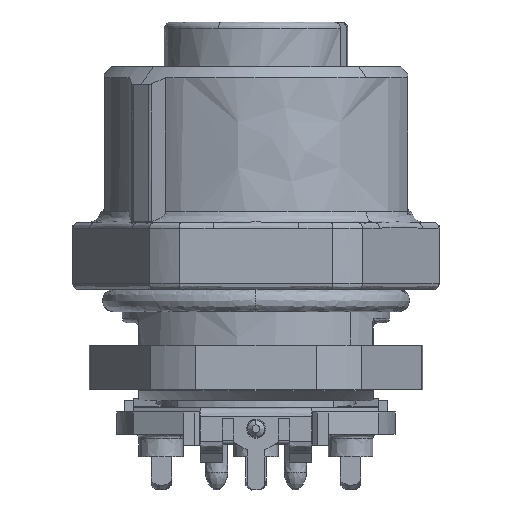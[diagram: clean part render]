
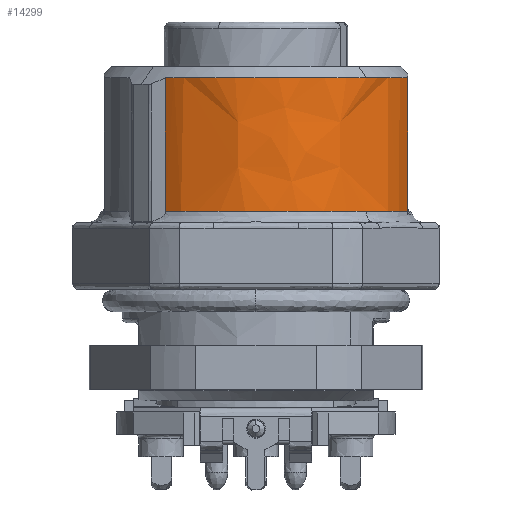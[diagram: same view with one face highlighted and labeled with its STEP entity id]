
A CAD part, front view. The second image highlights one B-rep face of the part: STEP entity #14299.
In plain terms, the highlighted free-form (B-spline) face has degree [3, 3] with [4, 4] control points.
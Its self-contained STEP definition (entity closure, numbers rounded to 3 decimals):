
#13695=CARTESIAN_POINT('Vertex',(13.2,2.05,12.5)) ;
#13699=CARTESIAN_POINT('Control Point',(13.2,2.05,12.5)) ;
#13700=CARTESIAN_POINT('Control Point',(11.02,-0.13,12.5)) ;
#13701=CARTESIAN_POINT('Control Point',(7.475,-1.049,12.5)) ;
#13702=CARTESIAN_POINT('Control Point',(4.181,1.304,12.5)) ;
#13703=CARTESIAN_POINT('Vertex',(4.181,1.304,12.5)) ;
#13972=CARTESIAN_POINT('Vertex',(15.05,5.339,12.5)) ;
#13976=CARTESIAN_POINT('Control Point',(15.05,5.339,12.5)) ;
#13977=CARTESIAN_POINT('Control Point',(14.723,4.,12.5)) ;
#13978=CARTESIAN_POINT('Control Point',(14.044,2.895,12.5)) ;
#13979=CARTESIAN_POINT('Control Point',(13.2,2.05,12.5)) ;
#14245=CARTESIAN_POINT('Control Point',(13.2,11.95,18.5)) ;
#14246=CARTESIAN_POINT('Control Point',(13.2,11.95,16.5)) ;
#14247=CARTESIAN_POINT('Control Point',(13.2,11.95,14.5)) ;
#14248=CARTESIAN_POINT('Control Point',(13.2,11.95,12.5)) ;
#14249=CARTESIAN_POINT('Control Point',(21.669,3.48,18.5)) ;
#14250=CARTESIAN_POINT('Control Point',(21.669,3.48,16.5)) ;
#14251=CARTESIAN_POINT('Control Point',(21.669,3.48,14.5)) ;
#14252=CARTESIAN_POINT('Control Point',(21.669,3.48,12.5)) ;
#14253=CARTESIAN_POINT('Control Point',(13.927,-5.659,18.5)) ;
#14254=CARTESIAN_POINT('Control Point',(13.927,-5.659,16.5)) ;
#14255=CARTESIAN_POINT('Control Point',(13.927,-5.659,14.5)) ;
#14256=CARTESIAN_POINT('Control Point',(13.927,-5.659,12.5)) ;
#14257=CARTESIAN_POINT('Control Point',(4.181,1.304,18.5)) ;
#14258=CARTESIAN_POINT('Control Point',(4.181,1.304,16.5)) ;
#14259=CARTESIAN_POINT('Control Point',(4.181,1.304,14.5)) ;
#14260=CARTESIAN_POINT('Control Point',(4.181,1.304,12.5)) ;
#14262=CARTESIAN_POINT('Control Point',(15.05,5.339,18.5)) ;
#14263=CARTESIAN_POINT('Control Point',(14.747,4.097,18.5)) ;
#14264=CARTESIAN_POINT('Control Point',(14.12,2.97,18.5)) ;
#14265=CARTESIAN_POINT('Control Point',(13.2,2.05,18.5)) ;
#14266=CARTESIAN_POINT('Vertex',(13.2,2.05,18.5)) ;
#14268=CARTESIAN_POINT('Vertex',(15.05,5.339,18.5)) ;
#14272=CARTESIAN_POINT('Control Point',(13.2,2.05,18.5)) ;
#14273=CARTESIAN_POINT('Control Point',(10.371,-0.778,18.5)) ;
#14274=CARTESIAN_POINT('Control Point',(6.734,-0.52,18.5)) ;
#14275=CARTESIAN_POINT('Control Point',(4.181,1.304,18.5)) ;
#14276=CARTESIAN_POINT('Vertex',(4.181,1.304,18.5)) ;
#14280=CARTESIAN_POINT('Control Point',(4.181,1.304,18.5)) ;
#14281=CARTESIAN_POINT('Control Point',(4.181,1.304,16.5)) ;
#14282=CARTESIAN_POINT('Control Point',(4.181,1.304,14.5)) ;
#14283=CARTESIAN_POINT('Control Point',(4.181,1.304,12.5)) ;
#14286=CARTESIAN_POINT('Control Point',(15.05,5.339,18.5)) ;
#14287=CARTESIAN_POINT('Control Point',(15.05,5.339,16.5)) ;
#14288=CARTESIAN_POINT('Control Point',(15.05,5.339,14.5)) ;
#14289=CARTESIAN_POINT('Control Point',(15.05,5.339,12.5)) ;
#14292=ORIENTED_EDGE('',*,*,#14270,.F.) ;
#14293=ORIENTED_EDGE('',*,*,#14278,.F.) ;
#14294=ORIENTED_EDGE('',*,*,#14284,.T.) ;
#14295=ORIENTED_EDGE('',*,*,#13705,.F.) ;
#14296=ORIENTED_EDGE('',*,*,#13980,.F.) ;
#14297=ORIENTED_EDGE('',*,*,#14290,.F.) ;
#14299=ADVANCED_FACE('KT_D-COD_THR.1\\FL_SW15',(#14298),#14244,.T.) ;
#13705=EDGE_CURVE('',#13696,#13704,#13698,.T.) ;
#13980=EDGE_CURVE('',#13973,#13696,#13975,.T.) ;
#14270=EDGE_CURVE('',#14267,#14269,#14261,.F.) ;
#14278=EDGE_CURVE('',#14277,#14267,#14271,.F.) ;
#14284=EDGE_CURVE('',#14277,#13704,#14279,.T.) ;
#14290=EDGE_CURVE('',#14269,#13973,#14285,.T.) ;
#14291=EDGE_LOOP('',(#14292,#14293,#14294,#14295,#14296,#14297)) ;
#14298=FACE_OUTER_BOUND('',#14291,.T.) ;
#13696=VERTEX_POINT('',#13695) ;
#13704=VERTEX_POINT('',#13703) ;
#13973=VERTEX_POINT('',#13972) ;
#14267=VERTEX_POINT('',#14266) ;
#14269=VERTEX_POINT('',#14268) ;
#14277=VERTEX_POINT('',#14276) ;
#13698=(BOUNDED_CURVE()B_SPLINE_CURVE(3,(#13699,#13700,#13701,#13702),.UNSPECIFIED.,.F.,.U.)B_SPLINE_CURVE_WITH_KNOTS((4,4),(0.,19.75),.UNSPECIFIED.)CURVE()GEOMETRIC_REPRESENTATION_ITEM()RATIONAL_B_SPLINE_CURVE((2.343,1.627,1.239,1.18))REPRESENTATION_ITEM('')) ;
#13975=(BOUNDED_CURVE()B_SPLINE_CURVE(3,(#13976,#13977,#13978,#13979),.UNSPECIFIED.,.F.,.U.)B_SPLINE_CURVE_WITH_KNOTS((4,4),(33.645,43.061),.UNSPECIFIED.)CURVE()GEOMETRIC_REPRESENTATION_ITEM()RATIONAL_B_SPLINE_CURVE((1.542,1.735,2.002,2.343))REPRESENTATION_ITEM('')) ;
#14261=(BOUNDED_CURVE()B_SPLINE_CURVE(3,(#14262,#14263,#14264,#14265),.UNSPECIFIED.,.F.,.U.)B_SPLINE_CURVE_WITH_KNOTS((4,4),(49.298,54.706),.UNSPECIFIED.)CURVE()GEOMETRIC_REPRESENTATION_ITEM()RATIONAL_B_SPLINE_CURVE((1.056,1.012,0.994,1.002))REPRESENTATION_ITEM('')) ;
#14271=(BOUNDED_CURVE()B_SPLINE_CURVE(3,(#14272,#14273,#14274,#14275),.UNSPECIFIED.,.F.,.U.)B_SPLINE_CURVE_WITH_KNOTS((4,4),(54.706,71.867),.UNSPECIFIED.)CURVE()GEOMETRIC_REPRESENTATION_ITEM()RATIONAL_B_SPLINE_CURVE((1.002,1.026,1.308,1.848))REPRESENTATION_ITEM('')) ;
#14279=(BOUNDED_CURVE()B_SPLINE_CURVE(3,(#14280,#14281,#14282,#14283),.UNSPECIFIED.,.F.,.U.)B_SPLINE_CURVE_WITH_KNOTS((4,4),(1.25,7.25),.UNSPECIFIED.)CURVE()GEOMETRIC_REPRESENTATION_ITEM()RATIONAL_B_SPLINE_CURVE((1.848,1.848,1.848,1.848))REPRESENTATION_ITEM('')) ;
#14285=(BOUNDED_CURVE()B_SPLINE_CURVE(3,(#14286,#14287,#14288,#14289),.UNSPECIFIED.,.F.,.U.)B_SPLINE_CURVE_WITH_KNOTS((4,4),(1.25,7.25),.UNSPECIFIED.)CURVE()GEOMETRIC_REPRESENTATION_ITEM()RATIONAL_B_SPLINE_CURVE((1.056,1.056,1.056,1.056))REPRESENTATION_ITEM('')) ;
#14244=(BOUNDED_SURFACE()B_SPLINE_SURFACE(3,3,((#14245,#14246,#14247,#14248),(#14249,#14250,#14251,#14252),(#14253,#14254,#14255,#14256),(#14257,#14258,#14259,#14260)),.UNSPECIFIED.,.F.,.F.,.U.)B_SPLINE_SURFACE_WITH_KNOTS((4,4),(4,4),(35.934,71.867),(1.25,7.25),.UNSPECIFIED.)GEOMETRIC_REPRESENTATION_ITEM()RATIONAL_B_SPLINE_SURFACE(((1.848,1.848,1.848,1.848),(0.717,0.717,0.717,0.717),(0.717,0.717,0.717,0.717),(1.848,1.848,1.848,1.848)))REPRESENTATION_ITEM('Rational BSpline Surface')SURFACE()) ;
